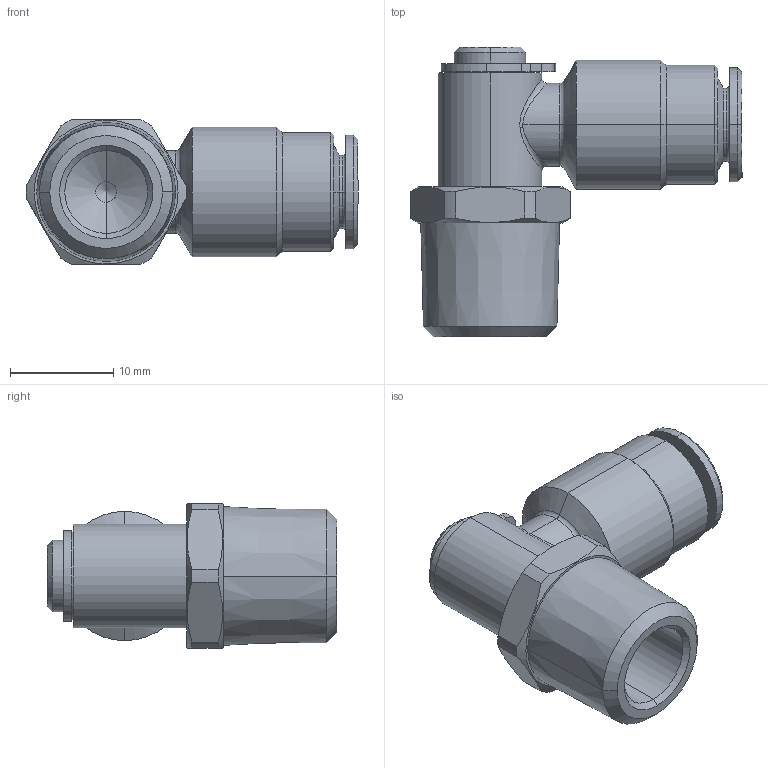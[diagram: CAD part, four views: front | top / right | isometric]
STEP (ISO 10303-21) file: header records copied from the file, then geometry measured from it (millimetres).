
FILE_DESCRIPTION (( 'STEP AP203' ), '1' );
FILE_NAME ('H0080032.STEP', '2010-06-18T06:53:04', ( '' ), ( 'sopra-pneumatic' ), 'SwSTEP 2.0', 'SolidWorks 2009', '' );
FILE_SCHEMA (( 'CONFIG_CONTROL_DESIGN' ));
Length unit declared in the file: millimetre
Products named in the file (1): H0080032
Bounding box: 32.09 x 28 x 14 mm (x, y, z)
Volume: 3759.6 mm3; surface area: 2966.2 mm2
Topology: 1 solids, 1 shells, 115 faces, 279 edges, 171 vertices
Faces by surface type: cylinder 48, plane 31, cone 30, torus 4, bspline 2
Entity records: 4544 total; most frequent: CARTESIAN_POINT 1726, DIRECTION 615, ORIENTED_EDGE 554, EDGE_CURVE 277, AXIS2_PLACEMENT_3D 254, VERTEX_POINT 171, CIRCLE 140, EDGE_LOOP 126
